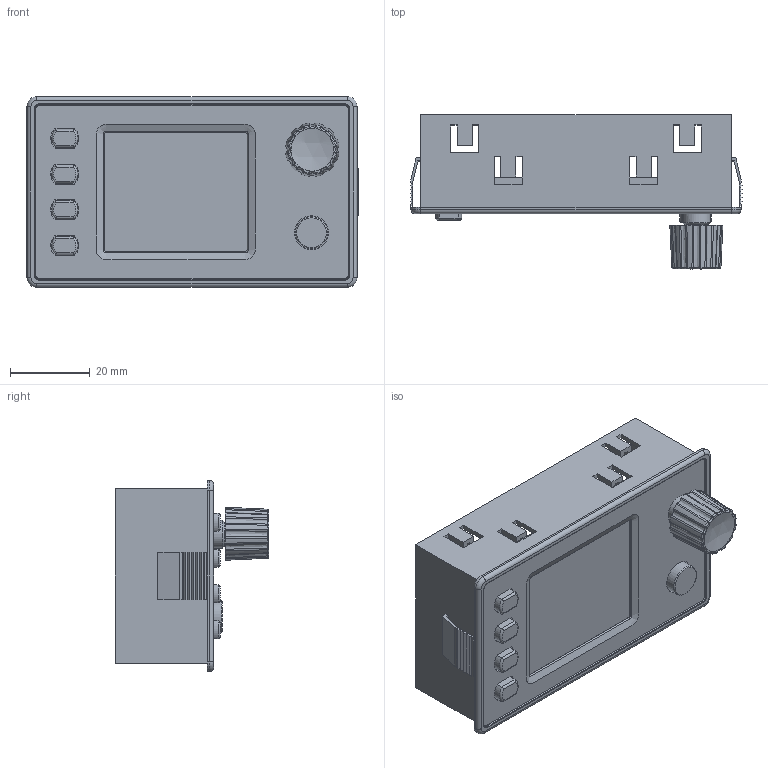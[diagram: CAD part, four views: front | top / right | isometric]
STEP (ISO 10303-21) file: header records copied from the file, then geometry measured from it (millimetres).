
FILE_DESCRIPTION(/* description */ (''),/* implementation_level */ '2;1');
FILE_NAME(/* name */ 'casingFaisol_V1.stp',/* time_stamp */ '2025-04-25T16:16:06+07:00',/* author */ ('MRIF''AN'),/* organization */ (''),/* preprocessor_version */ 'ST-DEVELOPER v19.2',/* originating_system */ 'Autodesk Inventor 2024',/* authorisation */ '');
FILE_SCHEMA (('AUTOMOTIVE_DESIGN { 1 0 10303 214 3 1 1 }'));
Length unit declared in the file: millimetre
Products named in the file (8): ZK10022b_Screen; Body; OnOff; Knob; Screen; handle; EC11_Rotary_Encoder_Switched; PCB
Assembly tree (7 placements, depth 2):
  ZK10022b_Screen
    Body
    OnOff
    Knob
    Screen
    handle
    EC11_Rotary_Encoder_Switched
    PCB
Bounding box: 83.49 x 38.7 x 48 mm (x, y, z)
Volume: 18590.9 mm3; surface area: 31831.5 mm2
Topology: 19 solids, 19 shells, 1073 faces, 2754 edges, 1735 vertices
Faces by surface type: plane 693, cylinder 193, bspline 107, torus 45, cone 34, sphere 1
Full cylindrical faces by diameter (mm): 3 x1, 4.7 x1, 7 x1, 8 x2, 8.5 x1, 8.8 x1, 10.8 x1, 11 x1
Entity records: 36634 total; most frequent: CARTESIAN_POINT 10076, ORIENTED_EDGE 5508, DIRECTION 5100, EDGE_CURVE 2754, LINE 1900, VECTOR 1900, VERTEX_POINT 1735, AXIS2_PLACEMENT_3D 1600
